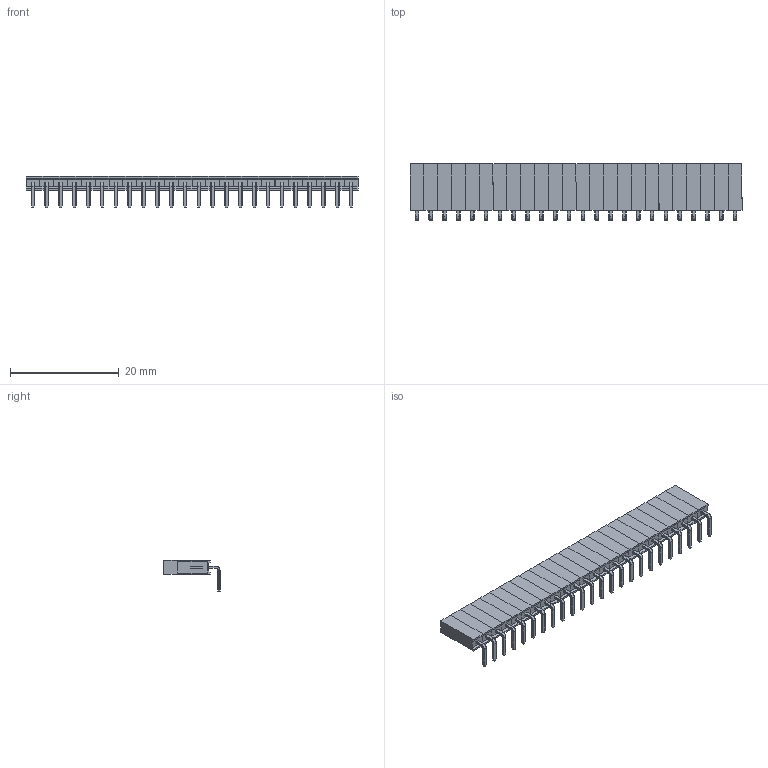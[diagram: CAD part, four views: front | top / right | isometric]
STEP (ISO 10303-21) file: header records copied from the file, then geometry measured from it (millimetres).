
FILE_DESCRIPTION(/* description */ (''),/* implementation_level */ '2;1');
FILE_NAME(/* name */ 'Female Pin Header 01x24 Right Angle.stp',/* time_stamp */ '2019-11-27T16:22:27+01:00',/* author */ ('Bernd das Brot'),/* organization */ (''),/* preprocessor_version */ 'ST-DEVELOPER v18',/* originating_system */ 'Autodesk Inventor 2020',/* authorisation */ '');
FILE_SCHEMA (('AUTOMOTIVE_DESIGN { 1 0 10303 214 3 1 1 }'));
Length unit declared in the file: millimetre
Products named in the file (2): Female Pin Header 01x24 Right Angle; Female Pin Header 1x Right Angle
Assembly tree (24 placements, depth 2):
  Female Pin Header 01x24 Right Angle
    Female Pin Header 1x Right Angle  x24
Bounding box: 60.96 x 10.3 x 5.74 mm (x, y, z)
Volume: 701.4 mm3; surface area: 4602.7 mm2
Topology: 24 solids, 24 shells, 3888 faces, 8976 edges, 5088 vertices
Faces by surface type: cylinder 1752, plane 1128, sphere 480, torus 432, bspline 96
Entity records: 5029 total; most frequent: DIRECTION 902, CARTESIAN_POINT 890, ORIENTED_EDGE 740, EDGE_CURVE 370, AXIS2_PLACEMENT_3D 352, VERTEX_POINT 212, LINE 198, VECTOR 198
